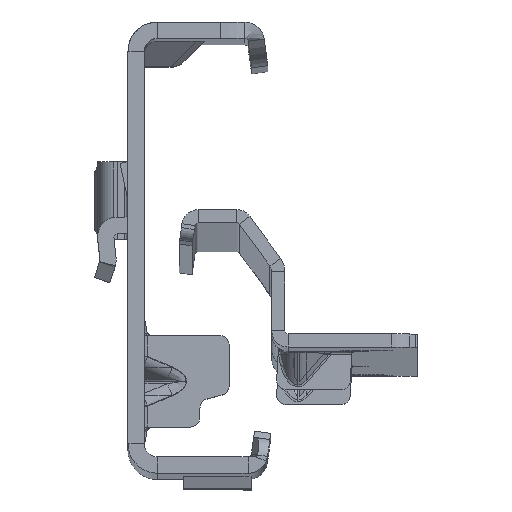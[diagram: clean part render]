
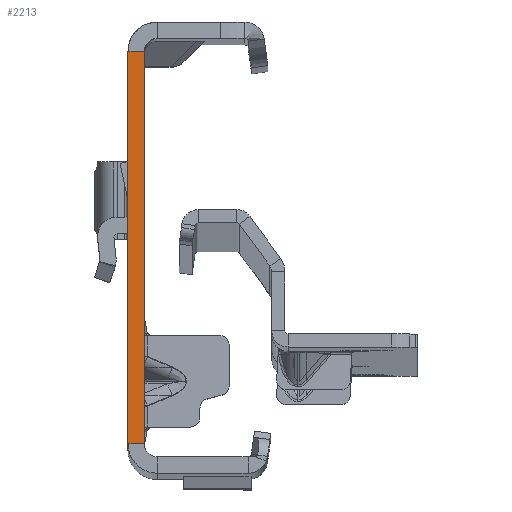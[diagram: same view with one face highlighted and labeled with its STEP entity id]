
A CAD part, top view. The second image highlights one B-rep face of the part: STEP entity #2213.
In plain terms, the highlighted planar face has unit normal (0, 0, 1).
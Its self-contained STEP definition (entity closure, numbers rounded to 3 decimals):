
#281 = LINE ( 'NONE', #10218, #1493 ) ;
#1250 = CARTESIAN_POINT ( 'NONE',  ( 0., -30., 0. ) ) ;
#1493 = VECTOR ( 'NONE', #15495, 1000. ) ;
#2213 = ADVANCED_FACE ( 'NONE', ( #8203 ), #4359, .T. ) ;
#2720 = DIRECTION ( 'NONE',  ( 0., 0., 1. ) ) ;
#2840 = AXIS2_PLACEMENT_3D ( 'NONE', #15289, #2720, #5735 ) ;
#3322 = CARTESIAN_POINT ( 'NONE',  ( 0., -30., 0. ) ) ;
#4055 = VERTEX_POINT ( 'NONE', #9536 ) ;
#4359 = PLANE ( 'NONE',  #2840 ) ;
#4708 = EDGE_CURVE ( 'NONE', #14842, #4055, #17178, .T. ) ;
#5052 = LINE ( 'NONE', #12225, #8418 ) ;
#5359 = EDGE_CURVE ( 'NONE', #15193, #6217, #17833, .T. ) ;
#5714 = ORIENTED_EDGE ( 'NONE', *, *, #4708, .T. ) ;
#5735 = DIRECTION ( 'NONE',  ( 1., 0., 0. ) ) ;
#5857 = EDGE_CURVE ( 'NONE', #4055, #6217, #281, .T. ) ;
#6217 = VERTEX_POINT ( 'NONE', #8569 ) ;
#6285 = EDGE_LOOP ( 'NONE', ( #12093, #5714, #13611, #10863 ) ) ;
#6426 = VECTOR ( 'NONE', #10991, 1000. ) ;
#7626 = CARTESIAN_POINT ( 'NONE',  ( 0., 30., 0. ) ) ;
#8203 = FACE_OUTER_BOUND ( 'NONE', #6285, .T. ) ;
#8418 = VECTOR ( 'NONE', #9157, 1000. ) ;
#8569 = CARTESIAN_POINT ( 'NONE',  ( -2.5, -30., 0. ) ) ;
#9157 = DIRECTION ( 'NONE',  ( 0., -1., 0. ) ) ;
#9536 = CARTESIAN_POINT ( 'NONE',  ( -2.5, 30., 0. ) ) ;
#9897 = VECTOR ( 'NONE', #17271, 1000. ) ;
#10218 = CARTESIAN_POINT ( 'NONE',  ( -2.5, -32., 0. ) ) ;
#10753 = EDGE_CURVE ( 'NONE', #14842, #15193, #5052, .T. ) ;
#10863 = ORIENTED_EDGE ( 'NONE', *, *, #5359, .F. ) ;
#10991 = DIRECTION ( 'NONE',  ( -1., 0., 0. ) ) ;
#11886 = CARTESIAN_POINT ( 'NONE',  ( 0., 30., 0. ) ) ;
#12093 = ORIENTED_EDGE ( 'NONE', *, *, #10753, .F. ) ;
#12225 = CARTESIAN_POINT ( 'NONE',  ( 0., -32., 0. ) ) ;
#13611 = ORIENTED_EDGE ( 'NONE', *, *, #5857, .T. ) ;
#14842 = VERTEX_POINT ( 'NONE', #11886 ) ;
#15193 = VERTEX_POINT ( 'NONE', #3322 ) ;
#15289 = CARTESIAN_POINT ( 'NONE',  ( -2.5, -32., 0. ) ) ;
#15495 = DIRECTION ( 'NONE',  ( 0., -1., 0. ) ) ;
#17178 = LINE ( 'NONE', #7626, #9897 ) ;
#17271 = DIRECTION ( 'NONE',  ( -1., 0., 0. ) ) ;
#17833 = LINE ( 'NONE', #1250, #6426 ) ;
